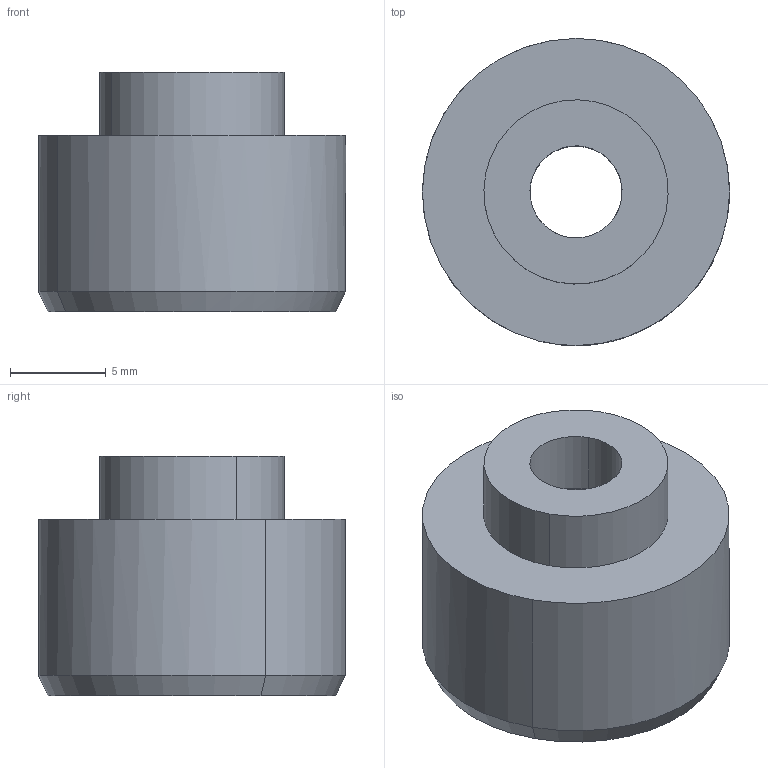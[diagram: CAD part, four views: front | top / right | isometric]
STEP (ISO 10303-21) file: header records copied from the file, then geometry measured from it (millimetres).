
FILE_DESCRIPTION(('CATIA V5 STEP Exchange','CAx-IF Rec.Pracs.--- Model Styling and Organization---1.2---2011-12-15'),'2;1');
FILE_NAME('6153489 - TM-16.000-BL-B6_STPL.stp','2020-01-10T04:20:20+00:00',('none'),('none'),'CATIA Version 5 Release 21 SP 5 (IN-10)','CATIA V5 STEP AP214','none');
FILE_SCHEMA(('AUTOMOTIVE_DESIGN { 1 0 10303 214 1 1 1 1 }'));
Length unit declared in the file: millimetre
Products named in the file (1): TM-16.000-BL-B6
Bounding box: 16 x 16 x 12.5 mm (x, y, z)
Volume: 1849.3 mm3; surface area: 1204.4 mm2
Topology: 2 solids, 2 shells, 15 faces, 35 edges, 24 vertices
Faces by surface type: cylinder 8, plane 4, cone 3
Entity records: 529 total; most frequent: CARTESIAN_POINT 121, ORIENTED_EDGE 70, DIRECTION 66, AXIS2_PLACEMENT_3D 38, EDGE_CURVE 35, VERTEX_POINT 24, EDGE_LOOP 19, CIRCLE 18
